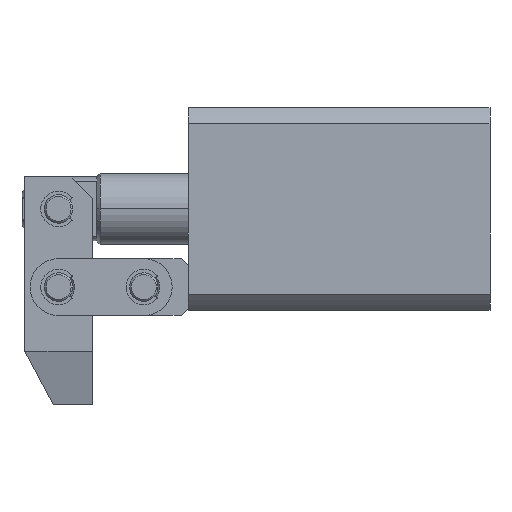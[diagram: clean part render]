
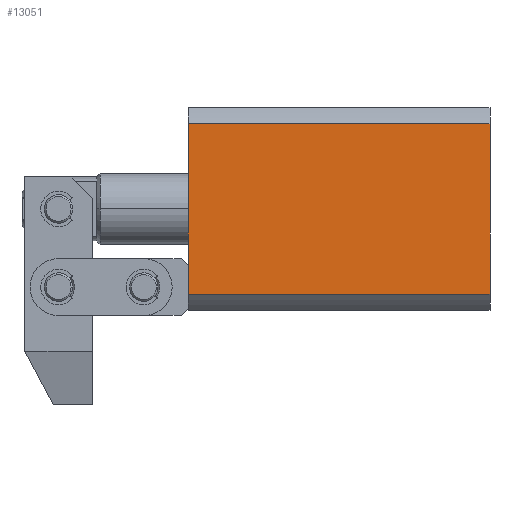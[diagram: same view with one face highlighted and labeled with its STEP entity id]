
A CAD part, left-side view. The second image highlights one B-rep face of the part: STEP entity #13051.
In plain terms, the highlighted planar face has unit normal (-1, 0, 0).
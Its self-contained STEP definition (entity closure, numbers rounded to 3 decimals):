
#1129 = ORIENTED_EDGE ( 'NONE', *, *, #4488, .F. ) ;
#1693 = DIRECTION ( 'NONE',  ( 0., -1., 0. ) ) ;
#2507 = VERTEX_POINT ( 'NONE', #3911 ) ;
#2604 = VERTEX_POINT ( 'NONE', #17291 ) ;
#2811 = DIRECTION ( 'NONE',  ( -1., 0., 0. ) ) ;
#3377 = CARTESIAN_POINT ( 'NONE',  ( -28.5, 0., 0. ) ) ;
#3911 = CARTESIAN_POINT ( 'NONE',  ( -28.5, 85., 23.986 ) ) ;
#4217 = EDGE_LOOP ( 'NONE', ( #6017, #14005, #5370, #1129 ) ) ;
#4488 = EDGE_CURVE ( 'NONE', #2604, #2507, #12514, .T. ) ;
#5311 = VECTOR ( 'NONE', #14951, 1000. ) ;
#5370 = ORIENTED_EDGE ( 'NONE', *, *, #20362, .F. ) ;
#5517 = LINE ( 'NONE', #11597, #18217 ) ;
#5738 = CARTESIAN_POINT ( 'NONE',  ( -28.5, 85., 0. ) ) ;
#6017 = ORIENTED_EDGE ( 'NONE', *, *, #6334, .T. ) ;
#6334 = EDGE_CURVE ( 'NONE', #2604, #7152, #5517, .T. ) ;
#6775 = CARTESIAN_POINT ( 'NONE',  ( -28.5, 0., 23.986 ) ) ;
#7152 = VERTEX_POINT ( 'NONE', #12449 ) ;
#7326 = DIRECTION ( 'NONE',  ( 0., 0., 1. ) ) ;
#9497 = VECTOR ( 'NONE', #16689, 1000. ) ;
#10824 = VERTEX_POINT ( 'NONE', #17290 ) ;
#11597 = CARTESIAN_POINT ( 'NONE',  ( -28.5, 0., -23.986 ) ) ;
#12449 = CARTESIAN_POINT ( 'NONE',  ( -28.5, 0., -23.986 ) ) ;
#12514 = LINE ( 'NONE', #5738, #21311 ) ;
#12702 = CARTESIAN_POINT ( 'NONE',  ( -28.5, 0., -23.986 ) ) ;
#12801 = AXIS2_PLACEMENT_3D ( 'NONE', #12702, #2811, #14378 ) ;
#13051 = ADVANCED_FACE ( 'NONE', ( #18287 ), #15972, .T. ) ;
#13875 = LINE ( 'NONE', #6775, #9497 ) ;
#14005 = ORIENTED_EDGE ( 'NONE', *, *, #18967, .T. ) ;
#14378 = DIRECTION ( 'NONE',  ( 0., 0., 1. ) ) ;
#14951 = DIRECTION ( 'NONE',  ( 0., 0., 1. ) ) ;
#15972 = PLANE ( 'NONE',  #12801 ) ;
#16689 = DIRECTION ( 'NONE',  ( 0., -1., 0. ) ) ;
#17290 = CARTESIAN_POINT ( 'NONE',  ( -28.5, 0., 23.986 ) ) ;
#17291 = CARTESIAN_POINT ( 'NONE',  ( -28.5, 85., -23.986 ) ) ;
#18010 = LINE ( 'NONE', #3377, #5311 ) ;
#18217 = VECTOR ( 'NONE', #1693, 1000. ) ;
#18287 = FACE_OUTER_BOUND ( 'NONE', #4217, .T. ) ;
#18967 = EDGE_CURVE ( 'NONE', #7152, #10824, #18010, .T. ) ;
#20362 = EDGE_CURVE ( 'NONE', #2507, #10824, #13875, .T. ) ;
#21311 = VECTOR ( 'NONE', #7326, 1000. ) ;
